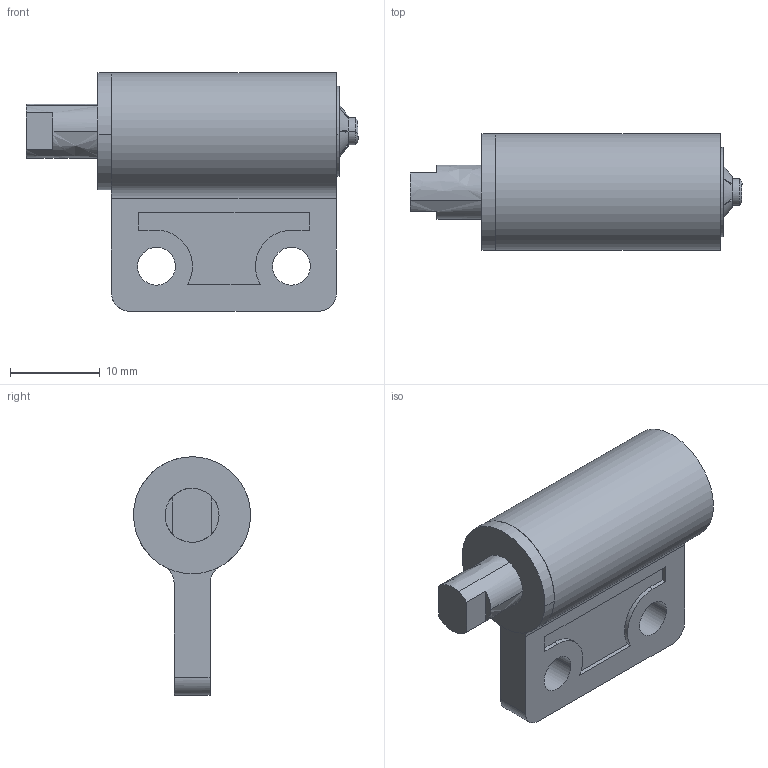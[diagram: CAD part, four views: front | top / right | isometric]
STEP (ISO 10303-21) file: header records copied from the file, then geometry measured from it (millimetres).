
FILE_DESCRIPTION((''),'2;1');
FILE_NAME('','2005-04-20T09:07:52',(''),(''),'','CADfix','');
FILE_SCHEMA(('AUTOMOTIVE_DESIGN'));
Length unit declared in the file: millimetre
Products named in the file (4): shaft; retainer; case; TH_134_1_3745_36
Assembly tree (3 placements, depth 2):
  TH_134_1_3745_36
    shaft
    retainer
    case
Bounding box: 36.9 x 12.99 x 26.5 mm (x, y, z)
Volume: 4387.8 mm3; surface area: 3822.5 mm2
Topology: 3 solids, 3 shells, 101 faces, 292 edges, 202 vertices
Faces by surface type: bspline 101
Entity records: 3438 total; most frequent: CARTESIAN_POINT 1710, ORIENTED_EDGE 584, EDGE_CURVE 292, VERTEX_POINT 202, QUASI_UNIFORM_CURVE 160, EDGE_LOOP 114, FACE_OUTER_BOUND 101, ADVANCED_FACE 101
